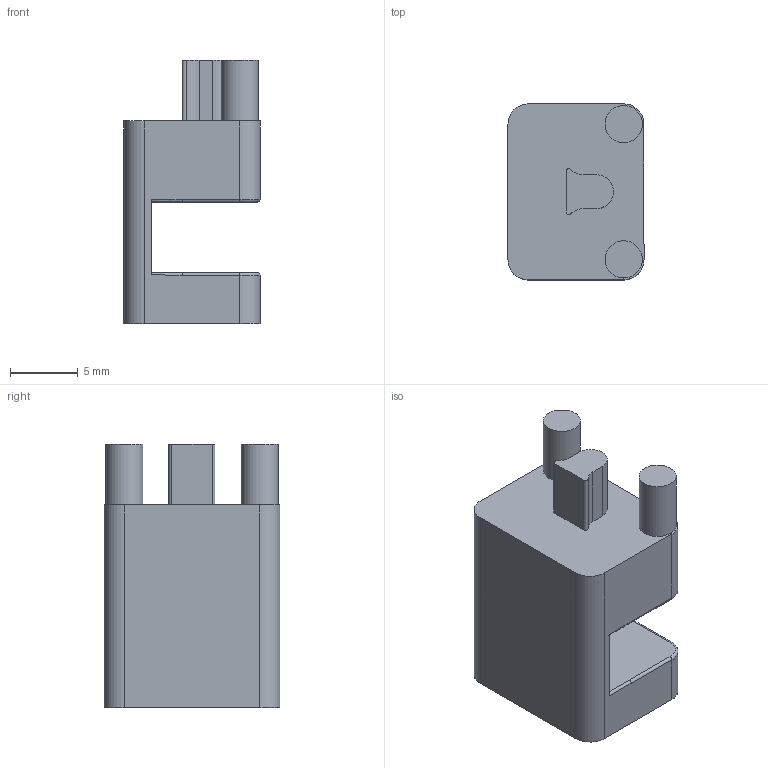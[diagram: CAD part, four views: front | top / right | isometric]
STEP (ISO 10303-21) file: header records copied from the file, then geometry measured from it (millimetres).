
FILE_DESCRIPTION(/* description */ (''),/* implementation_level */ '2;1');
FILE_NAME(/* name */ 'PVA_Cap_Mount.step',/* time_stamp */ '2022-02-05T15:41:23+00:00',/* author */ (''),/* organization */ (''),/* preprocessor_version */ 'ST-DEVELOPER v18.1',/* originating_system */ 'Autodesk Translation Framework v10.13.0.1454',/* authorisation */ '');
FILE_SCHEMA (('AUTOMOTIVE_DESIGN { 1 0 10303 214 3 1 1 }'));
Length unit declared in the file: millimetre
Products named in the file (1): PVA_Cap_Mount
Bounding box: 10.05 x 13 x 19.5 mm (x, y, z)
Volume: 1483.1 mm3; surface area: 1167.3 mm2
Topology: 1 solids, 1 shells, 49 faces, 122 edges, 78 vertices
Faces by surface type: cylinder 21, plane 18, torus 6, bspline 4
Full cylindrical faces by diameter (mm): 2.75 x2
Entity records: 1559 total; most frequent: CARTESIAN_POINT 340, DIRECTION 260, ORIENTED_EDGE 244, EDGE_CURVE 122, AXIS2_PLACEMENT_3D 98, VERTEX_POINT 78, LINE 64, VECTOR 64
